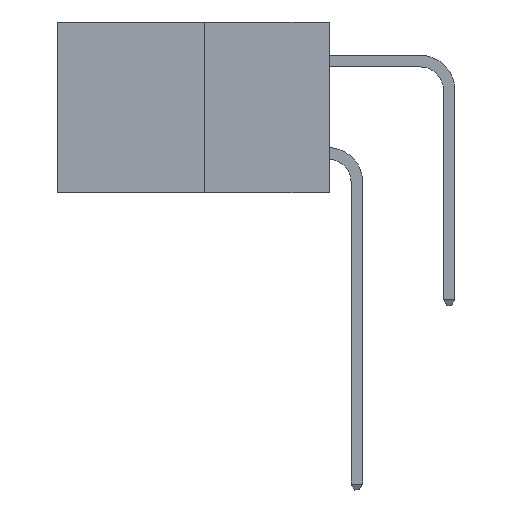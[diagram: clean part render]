
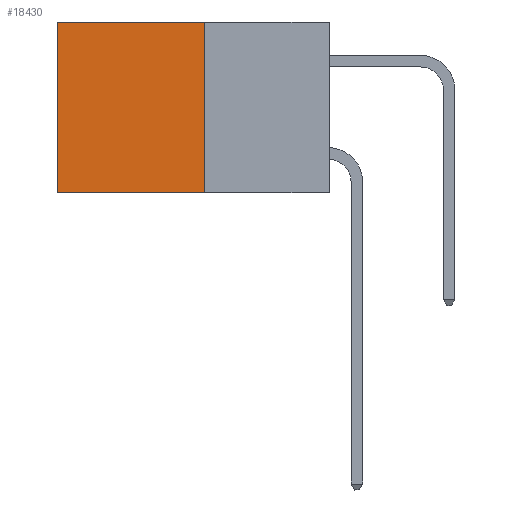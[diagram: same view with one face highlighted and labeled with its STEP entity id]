
A CAD part, left-side view. The second image highlights one B-rep face of the part: STEP entity #18430.
In plain terms, the highlighted planar face has unit normal (-1, 0, 0).
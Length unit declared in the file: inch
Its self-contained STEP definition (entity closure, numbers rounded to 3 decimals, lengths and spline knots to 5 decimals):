
#18 = FACE_OUTER_BOUND ( 'NONE', #1604, .T. ) ;
#77 = CARTESIAN_POINT ( 'NONE',  ( 0.277, 0.59, 0. ) ) ;
#642 = LINE ( 'NONE', #15615, #12524 ) ;
#742 = VECTOR ( 'NONE', #14049, 39.37008 ) ;
#1572 = PLANE ( 'NONE',  #15704 ) ;
#1604 = EDGE_LOOP ( 'NONE', ( #3646, #14551, #19447, #18795 ) ) ;
#1893 = VERTEX_POINT ( 'NONE', #5378 ) ;
#3148 = DIRECTION ( 'NONE',  ( 1., 0., 0. ) ) ;
#3646 = ORIENTED_EDGE ( 'NONE', *, *, #4610, .T. ) ;
#3777 = LINE ( 'NONE', #6990, #15464 ) ;
#4314 = VECTOR ( 'NONE', #15338, 39.37008 ) ;
#4610 = EDGE_CURVE ( 'NONE', #8845, #1893, #16401, .T. ) ;
#5054 = CARTESIAN_POINT ( 'NONE',  ( 0.277, 0.27, 0. ) ) ;
#5378 = CARTESIAN_POINT ( 'NONE',  ( 0.277, 0.59, -0.37 ) ) ;
#6990 = CARTESIAN_POINT ( 'NONE',  ( 0.277, 0.27, -0.37 ) ) ;
#8845 = VERTEX_POINT ( 'NONE', #77 ) ;
#8915 = VERTEX_POINT ( 'NONE', #5054 ) ;
#9324 = CARTESIAN_POINT ( 'NONE',  ( 0.277, 0.59, -0.37 ) ) ;
#10855 = EDGE_CURVE ( 'NONE', #8915, #12878, #18978, .T. ) ;
#11649 = CARTESIAN_POINT ( 'NONE',  ( 0.277, 0.27, -0.37 ) ) ;
#12387 = CARTESIAN_POINT ( 'NONE',  ( 0.277, 0.27, -0.37 ) ) ;
#12524 = VECTOR ( 'NONE', #17084, 39.37008 ) ;
#12878 = VERTEX_POINT ( 'NONE', #11649 ) ;
#13865 = DIRECTION ( 'NONE',  ( 0., 0., -1. ) ) ;
#14049 = DIRECTION ( 'NONE',  ( 0., 0., -1. ) ) ;
#14551 = ORIENTED_EDGE ( 'NONE', *, *, #16087, .F. ) ;
#14714 = EDGE_CURVE ( 'NONE', #8915, #8845, #642, .T. ) ;
#15338 = DIRECTION ( 'NONE',  ( 0., 0., -1. ) ) ;
#15464 = VECTOR ( 'NONE', #16013, 39.37008 ) ;
#15615 = CARTESIAN_POINT ( 'NONE',  ( 0.277, 0.27, 0. ) ) ;
#15704 = AXIS2_PLACEMENT_3D ( 'NONE', #12387, #3148, #13865 ) ;
#16013 = DIRECTION ( 'NONE',  ( 0., 1., 0. ) ) ;
#16087 = EDGE_CURVE ( 'NONE', #12878, #1893, #3777, .T. ) ;
#16401 = LINE ( 'NONE', #9324, #4314 ) ;
#17013 = CARTESIAN_POINT ( 'NONE',  ( 0.277, 0.27, -0.37 ) ) ;
#17084 = DIRECTION ( 'NONE',  ( 0., 1., 0. ) ) ;
#18430 = ADVANCED_FACE ( 'NONE', ( #18 ), #1572, .F. ) ;
#18795 = ORIENTED_EDGE ( 'NONE', *, *, #14714, .T. ) ;
#18978 = LINE ( 'NONE', #17013, #742 ) ;
#19447 = ORIENTED_EDGE ( 'NONE', *, *, #10855, .F. ) ;
